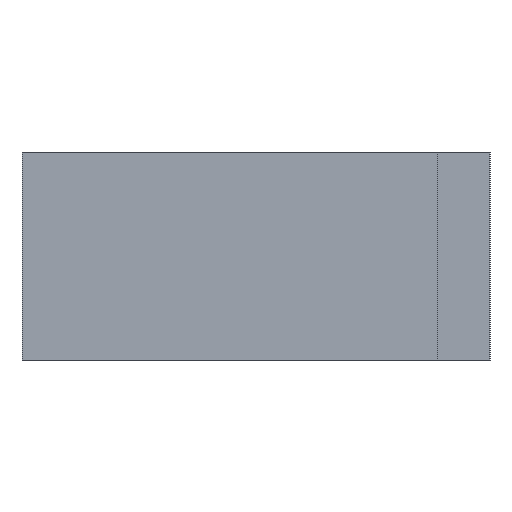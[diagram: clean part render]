
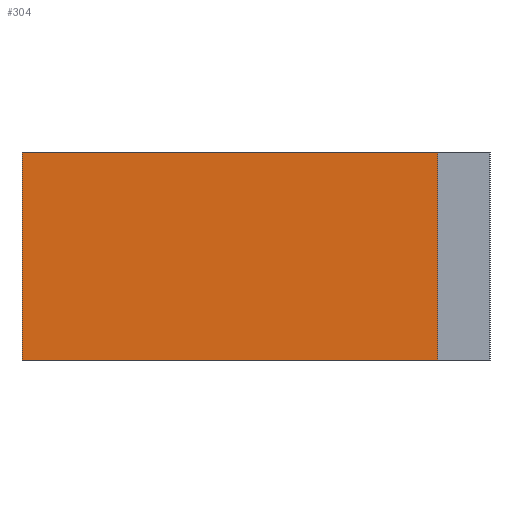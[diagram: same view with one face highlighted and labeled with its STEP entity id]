
A CAD part, front view. The second image highlights one B-rep face of the part: STEP entity #304.
In plain terms, the highlighted planar face has unit normal (0, -1, 0).
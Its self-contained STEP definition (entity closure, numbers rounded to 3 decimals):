
#10 = EDGE_CURVE ( 'NONE', #260, #249, #889, .T. ) ;
#11 = EDGE_CURVE ( 'NONE', #259, #248, #892, .T. ) ;
#152 = LINE ( 'NONE', #153, #535 ) ;
#153 = CARTESIAN_POINT ( 'NONE',  ( -2.25, -0.25, 1. ) ) ;
#154 = DIRECTION ( 'NONE',  ( 0., 0., -1. ) ) ;
#157 = PLANE ( 'NONE',  #537 ) ;
#158 = CARTESIAN_POINT ( 'NONE',  ( 0.057, -0.25, 1. ) ) ;
#159 = DIRECTION ( 'NONE',  ( 0., 1., 0. ) ) ;
#160 = DIRECTION ( 'NONE',  ( 0., 0., 1. ) ) ;
#248 = VERTEX_POINT ( 'NONE', #604 ) ;
#249 = VERTEX_POINT ( 'NONE', #605 ) ;
#259 = VERTEX_POINT ( 'NONE', #615 ) ;
#260 = VERTEX_POINT ( 'NONE', #616 ) ;
#287 = EDGE_CURVE ( 'NONE', #249, #248, #674, .T. ) ;
#302 = EDGE_CURVE ( 'NONE', #260, #259, #152, .T. ) ;
#304 = ADVANCED_FACE ( 'NONE', ( #515 ), #157, .F. ) ;
#318 = VECTOR ( 'NONE', #891, 1000. ) ;
#447 = ORIENTED_EDGE ( 'NONE', *, *, #287, .F. ) ;
#448 = ORIENTED_EDGE ( 'NONE', *, *, #11, .T. ) ;
#449 = ORIENTED_EDGE ( 'NONE', *, *, #10, .F. ) ;
#453 = ORIENTED_EDGE ( 'NONE', *, *, #302, .T. ) ;
#486 = VECTOR ( 'NONE', #894, 1000. ) ;
#515 = FACE_OUTER_BOUND ( 'NONE', #1098, .T. ) ;
#520 = VECTOR ( 'NONE', #676, 1000. ) ;
#535 = VECTOR ( 'NONE', #154, 1000. ) ;
#537 = AXIS2_PLACEMENT_3D ( 'NONE', #158, #159, #160 ) ;
#604 = CARTESIAN_POINT ( 'NONE',  ( 1.75, -0.25, -1. ) ) ;
#605 = CARTESIAN_POINT ( 'NONE',  ( 1.75, -0.25, 1. ) ) ;
#615 = CARTESIAN_POINT ( 'NONE',  ( -2.25, -0.25, -1. ) ) ;
#616 = CARTESIAN_POINT ( 'NONE',  ( -2.25, -0.25, 1. ) ) ;
#674 = LINE ( 'NONE', #675, #520 ) ;
#675 = CARTESIAN_POINT ( 'NONE',  ( 1.75, -0.25, 1. ) ) ;
#676 = DIRECTION ( 'NONE',  ( 0., 0., -1. ) ) ;
#889 = LINE ( 'NONE', #890, #318 ) ;
#890 = CARTESIAN_POINT ( 'NONE',  ( 0.057, -0.25, 1. ) ) ;
#891 = DIRECTION ( 'NONE',  ( 1., 0., 0. ) ) ;
#892 = LINE ( 'NONE', #893, #486 ) ;
#893 = CARTESIAN_POINT ( 'NONE',  ( 0.057, -0.25, -1. ) ) ;
#894 = DIRECTION ( 'NONE',  ( 1., 0., 0. ) ) ;
#1098 = EDGE_LOOP ( 'NONE', ( #448, #447, #449, #453 ) ) ;
